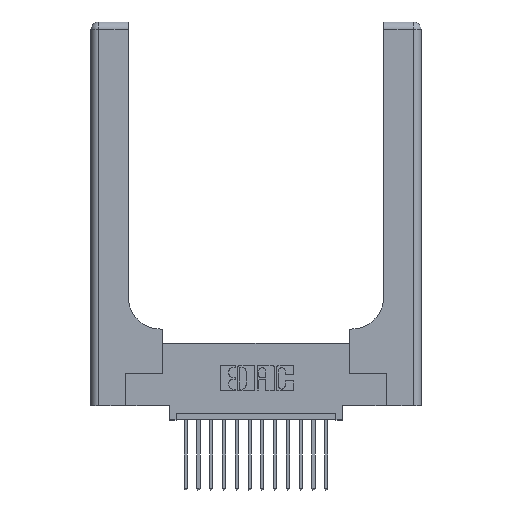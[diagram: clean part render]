
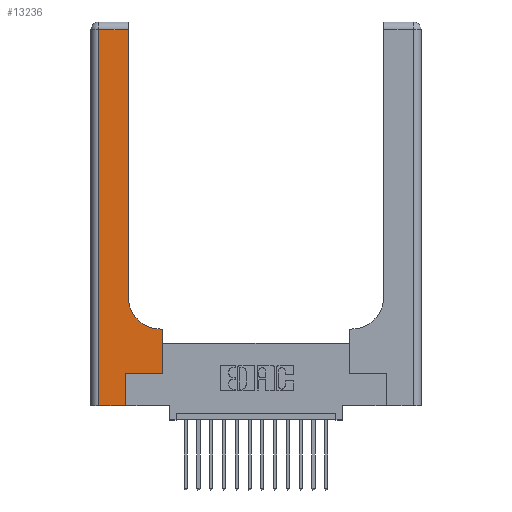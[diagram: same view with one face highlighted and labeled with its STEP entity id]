
A CAD part, top view. The second image highlights one B-rep face of the part: STEP entity #13236.
In plain terms, the highlighted planar face has unit normal (0, 0, 1).
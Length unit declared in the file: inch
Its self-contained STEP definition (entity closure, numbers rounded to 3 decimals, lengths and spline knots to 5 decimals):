
#155 = CARTESIAN_POINT ( 'NONE',  ( 0., 0., 0.37 ) ) ;
#284 = VERTEX_POINT ( 'NONE', #5113 ) ;
#824 = LINE ( 'NONE', #9720, #3827 ) ;
#876 = DIRECTION ( 'NONE',  ( -1., 0., 0. ) ) ;
#943 = ORIENTED_EDGE ( 'NONE', *, *, #16037, .T. ) ;
#1262 = LINE ( 'NONE', #1764, #15936 ) ;
#1475 = DIRECTION ( 'NONE',  ( 1., 0., 0. ) ) ;
#1646 = DIRECTION ( 'NONE',  ( -1., 0., 0. ) ) ;
#1764 = CARTESIAN_POINT ( 'NONE',  ( 0.269, 0.25, 0.37 ) ) ;
#1882 = AXIS2_PLACEMENT_3D ( 'NONE', #16717, #9383, #876 ) ;
#2167 = DIRECTION ( 'NONE',  ( 0., 1., 0. ) ) ;
#3002 = VERTEX_POINT ( 'NONE', #15959 ) ;
#3024 = CIRCLE ( 'NONE', #8211, 0.25 ) ;
#3062 = CARTESIAN_POINT ( 'NONE',  ( 0.5415, 0.6, 0.37 ) ) ;
#3085 = VECTOR ( 'NONE', #8397, 39.37008 ) ;
#3143 = VERTEX_POINT ( 'NONE', #3062 ) ;
#3647 = VERTEX_POINT ( 'NONE', #15489 ) ;
#3686 = DIRECTION ( 'NONE',  ( 0., 0., -1. ) ) ;
#3798 = CARTESIAN_POINT ( 'NONE',  ( 0.2915, 3., 0.37 ) ) ;
#3827 = VECTOR ( 'NONE', #9912, 39.37008 ) ;
#3934 = ORIENTED_EDGE ( 'NONE', *, *, #18099, .T. ) ;
#4094 = VECTOR ( 'NONE', #1475, 39.37008 ) ;
#4857 = DIRECTION ( 'NONE',  ( 1., 0., 0. ) ) ;
#5113 = CARTESIAN_POINT ( 'NONE',  ( 0.5585, 0.25, 0.37 ) ) ;
#5249 = DIRECTION ( 'NONE',  ( 0., 1., 0. ) ) ;
#5280 = VECTOR ( 'NONE', #13654, 39.37008 ) ;
#5287 = VERTEX_POINT ( 'NONE', #9209 ) ;
#6057 = EDGE_CURVE ( 'NONE', #5287, #16540, #15512, .T. ) ;
#6081 = CARTESIAN_POINT ( 'NONE',  ( 0., 2.94, 0.37 ) ) ;
#6727 = EDGE_CURVE ( 'NONE', #17752, #3143, #8414, .T. ) ;
#6940 = ORIENTED_EDGE ( 'NONE', *, *, #16142, .T. ) ;
#7643 = EDGE_LOOP ( 'NONE', ( #17546, #17938, #17236, #3934, #943, #17485, #6940, #16635, #15642 ) ) ;
#7786 = EDGE_CURVE ( 'NONE', #3647, #284, #1262, .T. ) ;
#8134 = CARTESIAN_POINT ( 'NONE',  ( 0.5585, 0.6, 0.37 ) ) ;
#8211 = AXIS2_PLACEMENT_3D ( 'NONE', #12302, #3686, #10992 ) ;
#8397 = DIRECTION ( 'NONE',  ( -1., 0., 0. ) ) ;
#8414 = LINE ( 'NONE', #15592, #3085 ) ;
#8427 = EDGE_CURVE ( 'NONE', #16540, #3002, #10109, .T. ) ;
#9209 = CARTESIAN_POINT ( 'NONE',  ( 0.2915, 2.94, 0.37 ) ) ;
#9383 = DIRECTION ( 'NONE',  ( 0., 0., -1. ) ) ;
#9655 = CARTESIAN_POINT ( 'NONE',  ( 0.2915, 0.85, 0.37 ) ) ;
#9720 = CARTESIAN_POINT ( 'NONE',  ( 0.5585, 0.25, 0.37 ) ) ;
#9912 = DIRECTION ( 'NONE',  ( 0., 1., 0. ) ) ;
#10109 = LINE ( 'NONE', #12049, #5280 ) ;
#10391 = LINE ( 'NONE', #12034, #11952 ) ;
#10566 = CARTESIAN_POINT ( 'NONE',  ( 0.06, 2.94, 0.37 ) ) ;
#10925 = PLANE ( 'NONE',  #1882 ) ;
#10933 = EDGE_CURVE ( 'NONE', #3143, #16069, #3024, .T. ) ;
#10992 = DIRECTION ( 'NONE',  ( 1., 0., 0. ) ) ;
#11166 = VECTOR ( 'NONE', #5249, 39.37008 ) ;
#11952 = VECTOR ( 'NONE', #2167, 39.37008 ) ;
#12034 = CARTESIAN_POINT ( 'NONE',  ( 0.269, 0., 0.37 ) ) ;
#12049 = CARTESIAN_POINT ( 'NONE',  ( 0.06, 3., 0.37 ) ) ;
#12256 = LINE ( 'NONE', #155, #4094 ) ;
#12302 = CARTESIAN_POINT ( 'NONE',  ( 0.5415, 0.85, 0.37 ) ) ;
#12748 = EDGE_CURVE ( 'NONE', #16069, #5287, #15615, .T. ) ;
#13236 = ADVANCED_FACE ( 'NONE', ( #14478 ), #10925, .F. ) ;
#13654 = DIRECTION ( 'NONE',  ( 0., -1., 0. ) ) ;
#14398 = VECTOR ( 'NONE', #1646, 39.37008 ) ;
#14478 = FACE_OUTER_BOUND ( 'NONE', #7643, .T. ) ;
#15315 = CARTESIAN_POINT ( 'NONE',  ( 0.269, 0., 0.37 ) ) ;
#15489 = CARTESIAN_POINT ( 'NONE',  ( 0.269, 0.25, 0.37 ) ) ;
#15512 = LINE ( 'NONE', #6081, #14398 ) ;
#15592 = CARTESIAN_POINT ( 'NONE',  ( 0.2915, 0.6, 0.37 ) ) ;
#15615 = LINE ( 'NONE', #3798, #11166 ) ;
#15642 = ORIENTED_EDGE ( 'NONE', *, *, #10933, .T. ) ;
#15936 = VECTOR ( 'NONE', #4857, 39.37008 ) ;
#15959 = CARTESIAN_POINT ( 'NONE',  ( 0.06, 0., 0.37 ) ) ;
#16037 = EDGE_CURVE ( 'NONE', #16545, #3647, #10391, .T. ) ;
#16069 = VERTEX_POINT ( 'NONE', #9655 ) ;
#16142 = EDGE_CURVE ( 'NONE', #284, #17752, #824, .T. ) ;
#16540 = VERTEX_POINT ( 'NONE', #10566 ) ;
#16545 = VERTEX_POINT ( 'NONE', #15315 ) ;
#16635 = ORIENTED_EDGE ( 'NONE', *, *, #6727, .T. ) ;
#16717 = CARTESIAN_POINT ( 'NONE',  ( 0., 3., 0.37 ) ) ;
#17236 = ORIENTED_EDGE ( 'NONE', *, *, #8427, .T. ) ;
#17485 = ORIENTED_EDGE ( 'NONE', *, *, #7786, .T. ) ;
#17546 = ORIENTED_EDGE ( 'NONE', *, *, #12748, .T. ) ;
#17752 = VERTEX_POINT ( 'NONE', #8134 ) ;
#17938 = ORIENTED_EDGE ( 'NONE', *, *, #6057, .T. ) ;
#18099 = EDGE_CURVE ( 'NONE', #3002, #16545, #12256, .T. ) ;
